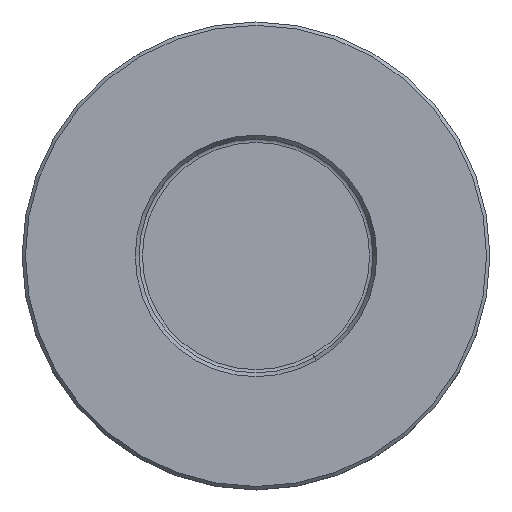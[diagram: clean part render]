
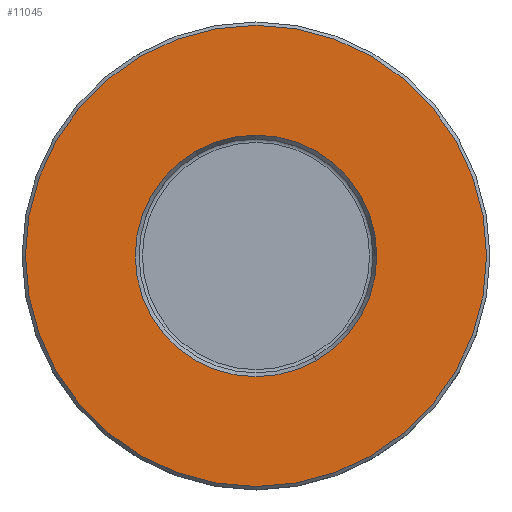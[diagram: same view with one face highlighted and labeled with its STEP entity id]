
A CAD part, top view. The second image highlights one B-rep face of the part: STEP entity #11045.
In plain terms, the highlighted planar face has unit normal (0, 0, 1).
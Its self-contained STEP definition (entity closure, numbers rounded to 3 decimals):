
#224=CARTESIAN_POINT('',(0.,0.,50.));
#225=DIRECTION('',(0.,0.,1.));
#226=DIRECTION('',(-0.5,0.866,0.));
#227=AXIS2_PLACEMENT_3D('',#224,#225,#226);
#232=CARTESIAN_POINT('',(0.,0.,50.));
#233=DIRECTION('',(0.,0.,-1.));
#234=DIRECTION('',(-0.5,0.866,0.));
#235=AXIS2_PLACEMENT_3D('',#232,#233,#234);
#254=CARTESIAN_POINT('',(0.,0.,50.));
#255=DIRECTION('',(0.,0.,-1.));
#256=DIRECTION('',(-0.5,0.866,0.));
#257=AXIS2_PLACEMENT_3D('',#254,#255,#256);
#262=CARTESIAN_POINT('',(0.,0.,50.));
#263=DIRECTION('',(0.,0.,1.));
#264=DIRECTION('',(-0.5,0.866,0.));
#265=AXIS2_PLACEMENT_3D('',#262,#263,#264);
#10750=CARTESIAN_POINT('',(-9.039,15.655,50.));
#10751=VERTEX_POINT('',#10750);
#10752=CARTESIAN_POINT('',(-17.25,29.878,50.));
#10754=VERTEX_POINT('',#10752);
#10806=CARTESIAN_POINT('',(9.039,-15.655,50.));
#10807=VERTEX_POINT('',#10806);
#10808=CARTESIAN_POINT('',(17.25,-29.878,50.));
#10810=VERTEX_POINT('',#10808);
#11030=CARTESIAN_POINT('',(0.,0.,50.));
#11031=DIRECTION('',(0.,0.,1.));
#11032=DIRECTION('',(0.5,-0.866,0.));
#11033=AXIS2_PLACEMENT_3D('',#11030,#11031,#11032);
#11034=PLANE('',#11033);
#11036=ORIENTED_EDGE('',*,*,#11035,.T.);
#11038=ORIENTED_EDGE('',*,*,#11037,.F.);
#11039=EDGE_LOOP('',(#11036,#11038));
#11040=FACE_OUTER_BOUND('',#11039,.F.);
#11041=ORIENTED_EDGE('',*,*,#11012,.T.);
#11042=ORIENTED_EDGE('',*,*,#11023,.F.);
#11043=EDGE_LOOP('',(#11041,#11042));
#11044=FACE_BOUND('',#11043,.F.);
#11045=ADVANCED_FACE('',(#11040,#11044),#11034,.T.);
#228=CIRCLE('',#227,18.077);
#236=CIRCLE('',#235,18.077);
#258=CIRCLE('',#257,34.5);
#266=CIRCLE('',#265,34.5);
#11012=EDGE_CURVE('',#10751,#10807,#228,.T.);
#11023=EDGE_CURVE('',#10751,#10807,#236,.T.);
#11035=EDGE_CURVE('',#10754,#10810,#258,.T.);
#11037=EDGE_CURVE('',#10754,#10810,#266,.T.);
